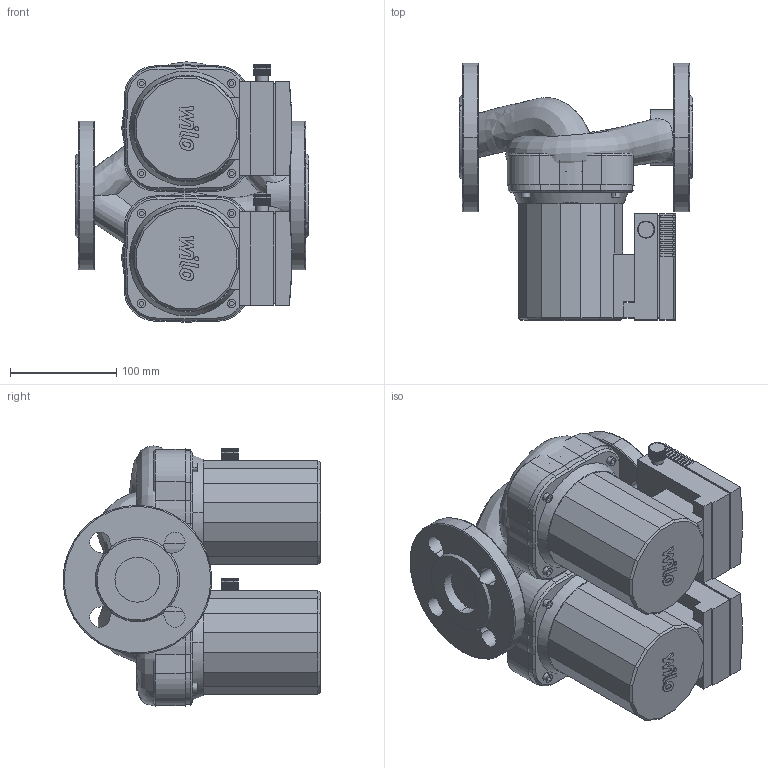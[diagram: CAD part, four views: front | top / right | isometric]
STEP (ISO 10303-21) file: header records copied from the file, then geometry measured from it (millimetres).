
FILE_DESCRIPTION((''),'2;1');
FILE_NAME('3d_TOPSD32_73~-2048327.stp','2014-09-03T12:48:00',(''),(''),'Mechanical Desktop 2009','Mechanical Desktop 2009',', , ');
FILE_SCHEMA(('CONFIG_CONTROL_DESIGN'));
Length unit declared in the file: millimetre
Products named in the file (1): Product
Bounding box: 220 x 242.75 x 245.14 mm (x, y, z)
Volume: 5435003.7 mm3; surface area: 484739.4 mm2
Topology: 17 solids, 17 shells, 1017 faces, 2769 edges, 1810 vertices
Faces by surface type: plane 514, bspline 266, cylinder 193, cone 40, torus 4
Full cylindrical faces by diameter (mm): 52.4 x1
Entity records: 42580 total; most frequent: CARTESIAN_POINT 17487, ORIENTED_EDGE 5532, DIRECTION 4636, EDGE_CURVE 2766, VECTOR 1988, LINE 1988, VERTEX_POINT 1808, AXIS2_PLACEMENT_3D 1324
